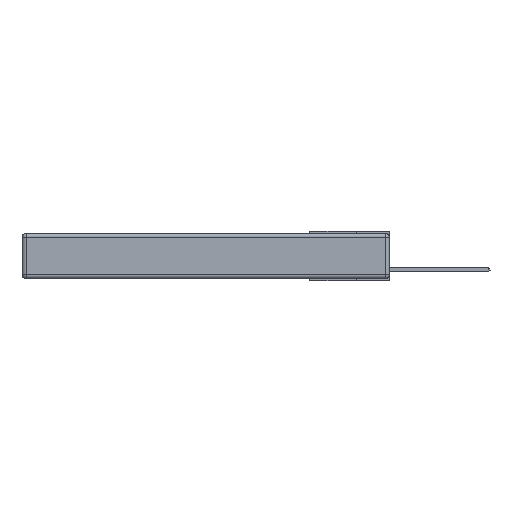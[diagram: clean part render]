
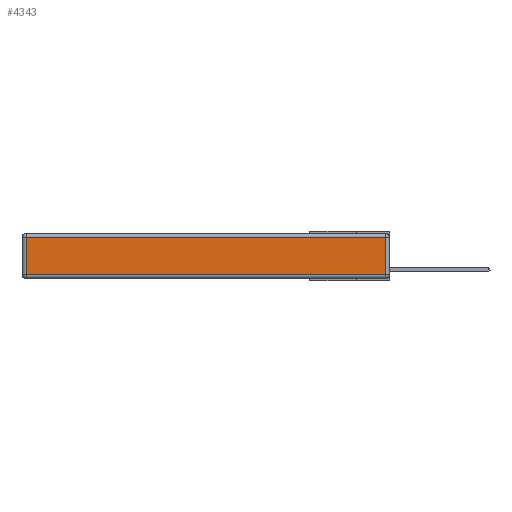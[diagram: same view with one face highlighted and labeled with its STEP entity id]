
A CAD part, left-side view. The second image highlights one B-rep face of the part: STEP entity #4343.
In plain terms, the highlighted planar face has unit normal (-1, 0, 0).
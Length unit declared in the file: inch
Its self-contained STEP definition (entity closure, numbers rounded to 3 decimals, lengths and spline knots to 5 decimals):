
#285 = CARTESIAN_POINT ( 'NONE',  ( 0., 0.03, -0.03 ) ) ;
#2225 = VERTEX_POINT ( 'NONE', #2509 ) ;
#2509 = CARTESIAN_POINT ( 'NONE',  ( 0., 2.72, -0.03 ) ) ;
#3830 = PLANE ( 'NONE',  #9568 ) ;
#4149 = ORIENTED_EDGE ( 'NONE', *, *, #23256, .T. ) ;
#4343 = ADVANCED_FACE ( 'NONE', ( #25592 ), #3830, .T. ) ;
#6132 = VECTOR ( 'NONE', #9101, 39.37008 ) ;
#8061 = VECTOR ( 'NONE', #20270, 39.37008 ) ;
#8580 = VERTEX_POINT ( 'NONE', #26021 ) ;
#9051 = VERTEX_POINT ( 'NONE', #18665 ) ;
#9101 = DIRECTION ( 'NONE',  ( 0., 0., -1. ) ) ;
#9568 = AXIS2_PLACEMENT_3D ( 'NONE', #26895, #21643, #32479 ) ;
#11956 = DIRECTION ( 'NONE',  ( 0., 0., 1. ) ) ;
#14639 = ORIENTED_EDGE ( 'NONE', *, *, #26268, .T. ) ;
#15299 = EDGE_CURVE ( 'NONE', #2225, #8580, #25293, .T. ) ;
#15788 = ORIENTED_EDGE ( 'NONE', *, *, #16138, .T. ) ;
#16138 = EDGE_CURVE ( 'NONE', #26234, #2225, #23576, .T. ) ;
#16465 = VECTOR ( 'NONE', #11956, 39.37008 ) ;
#16578 = DIRECTION ( 'NONE',  ( 0., -1., 0. ) ) ;
#17257 = LINE ( 'NONE', #24098, #18073 ) ;
#18073 = VECTOR ( 'NONE', #16578, 39.37008 ) ;
#18665 = CARTESIAN_POINT ( 'NONE',  ( 0., 0.03, -0.313 ) ) ;
#20270 = DIRECTION ( 'NONE',  ( 0., 1., 0. ) ) ;
#20838 = ORIENTED_EDGE ( 'NONE', *, *, #15299, .T. ) ;
#21643 = DIRECTION ( 'NONE',  ( -1., 0., 0. ) ) ;
#23256 = EDGE_CURVE ( 'NONE', #9051, #26234, #26253, .T. ) ;
#23576 = LINE ( 'NONE', #30658, #8061 ) ;
#24098 = CARTESIAN_POINT ( 'NONE',  ( 0., 0., -0.313 ) ) ;
#25293 = LINE ( 'NONE', #27269, #6132 ) ;
#25592 = FACE_OUTER_BOUND ( 'NONE', #31823, .T. ) ;
#26021 = CARTESIAN_POINT ( 'NONE',  ( 0., 2.72, -0.313 ) ) ;
#26234 = VERTEX_POINT ( 'NONE', #285 ) ;
#26253 = LINE ( 'NONE', #27627, #16465 ) ;
#26268 = EDGE_CURVE ( 'NONE', #8580, #9051, #17257, .T. ) ;
#26895 = CARTESIAN_POINT ( 'NONE',  ( 0., 0., -0.343 ) ) ;
#27269 = CARTESIAN_POINT ( 'NONE',  ( 0., 2.72, -0.343 ) ) ;
#27627 = CARTESIAN_POINT ( 'NONE',  ( 0., 0.03, -0.343 ) ) ;
#30658 = CARTESIAN_POINT ( 'NONE',  ( 0., 2.75, -0.03 ) ) ;
#31823 = EDGE_LOOP ( 'NONE', ( #14639, #4149, #15788, #20838 ) ) ;
#32479 = DIRECTION ( 'NONE',  ( 0., 0., 1. ) ) ;
